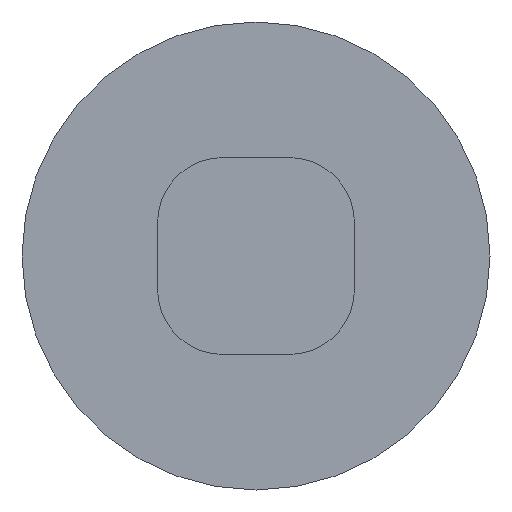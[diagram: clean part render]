
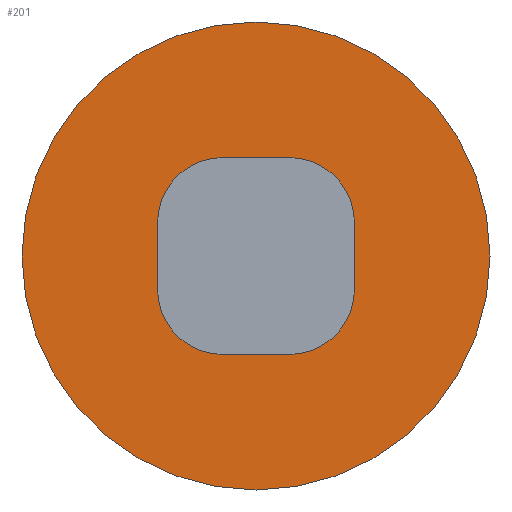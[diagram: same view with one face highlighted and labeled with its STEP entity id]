
A CAD part, front view. The second image highlights one B-rep face of the part: STEP entity #201.
In plain terms, the highlighted planar face has unit normal (0, -1, 0).
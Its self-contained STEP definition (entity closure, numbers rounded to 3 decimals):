
#15=FACE_BOUND('',#41,.T.);
#16=PLANE('',#246);
#28=FACE_OUTER_BOUND('',#40,.T.);
#40=EDGE_LOOP('',(#157));
#41=EDGE_LOOP('',(#158,#159,#160,#161,#162,#163,#164,#165));
#57=LINE('',#360,#74);
#58=LINE('',#361,#75);
#59=LINE('',#362,#76);
#60=LINE('',#363,#77);
#74=VECTOR('',#296,1000.);
#75=VECTOR('',#297,1000.);
#76=VECTOR('',#298,1000.);
#77=VECTOR('',#299,1000.);
#83=CIRCLE('',#233,3.563);
#84=CIRCLE('',#235,1.);
#86=CIRCLE('',#238,1.);
#88=CIRCLE('',#241,1.);
#90=CIRCLE('',#244,1.);
#93=VERTEX_POINT('',#320);
#94=VERTEX_POINT('',#324);
#95=VERTEX_POINT('',#325);
#98=VERTEX_POINT('',#333);
#99=VERTEX_POINT('',#334);
#102=VERTEX_POINT('',#342);
#103=VERTEX_POINT('',#343);
#106=VERTEX_POINT('',#351);
#107=VERTEX_POINT('',#352);
#112=EDGE_CURVE('',#93,#93,#83,.F.);
#113=EDGE_CURVE('',#94,#95,#84,.T.);
#117=EDGE_CURVE('',#98,#99,#86,.T.);
#121=EDGE_CURVE('',#102,#103,#88,.T.);
#125=EDGE_CURVE('',#106,#107,#90,.T.);
#129=EDGE_CURVE('',#98,#107,#57,.T.);
#130=EDGE_CURVE('',#106,#103,#58,.T.);
#131=EDGE_CURVE('',#102,#95,#59,.T.);
#132=EDGE_CURVE('',#94,#99,#60,.T.);
#157=ORIENTED_EDGE('',*,*,#112,.F.);
#158=ORIENTED_EDGE('',*,*,#129,.T.);
#159=ORIENTED_EDGE('',*,*,#125,.F.);
#160=ORIENTED_EDGE('',*,*,#130,.T.);
#161=ORIENTED_EDGE('',*,*,#121,.F.);
#162=ORIENTED_EDGE('',*,*,#131,.T.);
#163=ORIENTED_EDGE('',*,*,#113,.F.);
#164=ORIENTED_EDGE('',*,*,#132,.T.);
#165=ORIENTED_EDGE('',*,*,#117,.F.);
#201=ADVANCED_FACE('',(#28,#15),#16,.F.);
#233=AXIS2_PLACEMENT_3D('',#322,#260,#261);
#235=AXIS2_PLACEMENT_3D('',#326,#264,#265);
#238=AXIS2_PLACEMENT_3D('',#335,#272,#273);
#241=AXIS2_PLACEMENT_3D('',#344,#280,#281);
#244=AXIS2_PLACEMENT_3D('',#353,#288,#289);
#246=AXIS2_PLACEMENT_3D('',#359,#294,#295);
#260=DIRECTION('center_axis',(0.,-1.,0.));
#261=DIRECTION('ref_axis',(0.,0.,1.));
#264=DIRECTION('center_axis',(0.,-1.,0.));
#265=DIRECTION('ref_axis',(-0.707,0.,0.707));
#272=DIRECTION('center_axis',(0.,-1.,0.));
#273=DIRECTION('ref_axis',(0.707,0.,0.707));
#280=DIRECTION('center_axis',(0.,-1.,0.));
#281=DIRECTION('ref_axis',(-0.707,0.,-0.707));
#288=DIRECTION('center_axis',(0.,-1.,0.));
#289=DIRECTION('ref_axis',(0.707,0.,-0.707));
#294=DIRECTION('center_axis',(0.,1.,0.));
#295=DIRECTION('ref_axis',(1.,0.,0.));
#296=DIRECTION('',(0.,0.,-1.));
#297=DIRECTION('',(-1.,0.,0.));
#298=DIRECTION('',(0.,0.,1.));
#299=DIRECTION('',(1.,0.,0.));
#320=CARTESIAN_POINT('',(0.,-0.5,-3.563));
#322=CARTESIAN_POINT('Origin',(0.,-0.5,0.));
#324=CARTESIAN_POINT('',(-0.5,-0.5,1.5));
#325=CARTESIAN_POINT('',(-1.5,-0.5,0.5));
#326=CARTESIAN_POINT('Origin',(-0.5,-0.5,0.5));
#333=CARTESIAN_POINT('',(1.5,-0.5,0.5));
#334=CARTESIAN_POINT('',(0.5,-0.5,1.5));
#335=CARTESIAN_POINT('Origin',(0.5,-0.5,0.5));
#342=CARTESIAN_POINT('',(-1.5,-0.5,-0.5));
#343=CARTESIAN_POINT('',(-0.5,-0.5,-1.5));
#344=CARTESIAN_POINT('Origin',(-0.5,-0.5,-0.5));
#351=CARTESIAN_POINT('',(0.5,-0.5,-1.5));
#352=CARTESIAN_POINT('',(1.5,-0.5,-0.5));
#353=CARTESIAN_POINT('Origin',(0.5,-0.5,-0.5));
#359=CARTESIAN_POINT('Origin',(0.,-0.5,0.));
#360=CARTESIAN_POINT('',(1.5,-0.5,-0.75));
#361=CARTESIAN_POINT('',(-0.75,-0.5,-1.5));
#362=CARTESIAN_POINT('',(-1.5,-0.5,0.75));
#363=CARTESIAN_POINT('',(0.75,-0.5,1.5));
